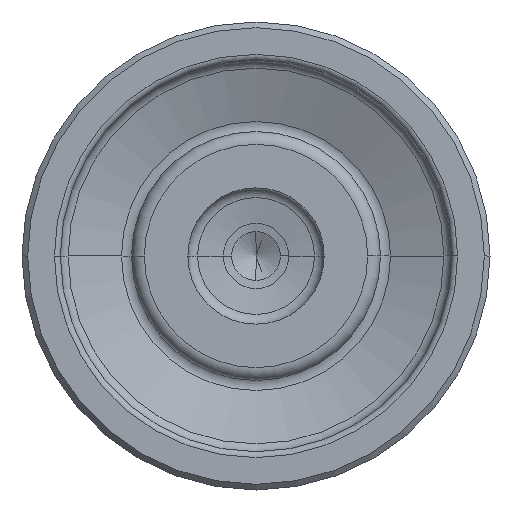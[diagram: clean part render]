
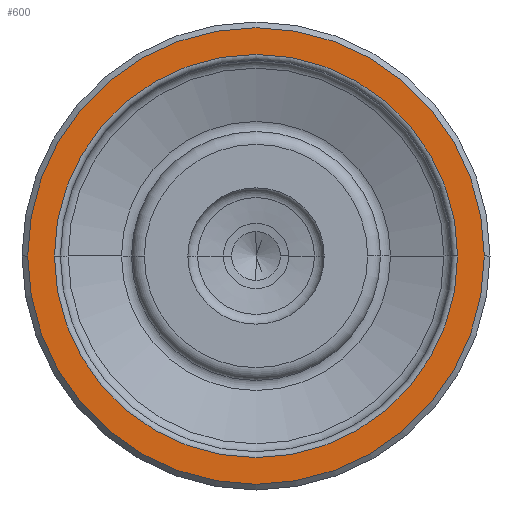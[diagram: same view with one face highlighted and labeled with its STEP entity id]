
A CAD part, front view. The second image highlights one B-rep face of the part: STEP entity #600.
In plain terms, the highlighted planar face has unit normal (0, -1, 0).
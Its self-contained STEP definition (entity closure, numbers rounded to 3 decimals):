
#61 = CARTESIAN_POINT ( 'NONE',  ( 0., -0.396, 0. ) ) ;
#144 = ORIENTED_EDGE ( 'NONE', *, *, #1979, .T. ) ;
#238 = DIRECTION ( 'NONE',  ( -1., 0., 0. ) ) ;
#271 = DIRECTION ( 'NONE',  ( 0., 1., 0. ) ) ;
#321 = DIRECTION ( 'NONE',  ( 0., 1., 0. ) ) ;
#323 = ORIENTED_EDGE ( 'NONE', *, *, #465, .T. ) ;
#344 = ORIENTED_EDGE ( 'NONE', *, *, #1356, .T. ) ;
#465 = EDGE_CURVE ( 'NONE', #1219, #998, #812, .T. ) ;
#487 = DIRECTION ( 'NONE',  ( 0., -1., 0. ) ) ;
#557 = AXIS2_PLACEMENT_3D ( 'NONE', #1480, #487, #1640 ) ;
#600 = ADVANCED_FACE ( 'NONE', ( #651, #1043 ), #1111, .F. ) ;
#651 = FACE_BOUND ( 'NONE', #977, .T. ) ;
#693 = DIRECTION ( 'NONE',  ( 0., -1., 0. ) ) ;
#698 = CARTESIAN_POINT ( 'NONE',  ( 0., -0.396, 0. ) ) ;
#748 = VERTEX_POINT ( 'NONE', #995 ) ;
#774 = EDGE_LOOP ( 'NONE', ( #344, #1006 ) ) ;
#812 = CIRCLE ( 'NONE', #1658, 17. ) ;
#856 = CIRCLE ( 'NONE', #557, 19.25 ) ;
#900 = DIRECTION ( 'NONE',  ( -1., 0., 0. ) ) ;
#910 = AXIS2_PLACEMENT_3D ( 'NONE', #1925, #271, #1287 ) ;
#977 = EDGE_LOOP ( 'NONE', ( #144, #323 ) ) ;
#995 = CARTESIAN_POINT ( 'NONE',  ( 19.25, -0.396, 0. ) ) ;
#998 = VERTEX_POINT ( 'NONE', #1555 ) ;
#1006 = ORIENTED_EDGE ( 'NONE', *, *, #1505, .T. ) ;
#1040 = CIRCLE ( 'NONE', #1879, 19.25 ) ;
#1043 = FACE_OUTER_BOUND ( 'NONE', #774, .T. ) ;
#1111 = PLANE ( 'NONE',  #910 ) ;
#1120 = CARTESIAN_POINT ( 'NONE',  ( 17., -0.396, 0. ) ) ;
#1219 = VERTEX_POINT ( 'NONE', #1120 ) ;
#1241 = DIRECTION ( 'NONE',  ( 0., 1., 0. ) ) ;
#1252 = CIRCLE ( 'NONE', #1474, 17. ) ;
#1287 = DIRECTION ( 'NONE',  ( -1., 0., 0. ) ) ;
#1356 = EDGE_CURVE ( 'NONE', #1670, #748, #856, .T. ) ;
#1474 = AXIS2_PLACEMENT_3D ( 'NONE', #698, #321, #900 ) ;
#1480 = CARTESIAN_POINT ( 'NONE',  ( 0., -0.396, 0. ) ) ;
#1505 = EDGE_CURVE ( 'NONE', #748, #1670, #1040, .T. ) ;
#1555 = CARTESIAN_POINT ( 'NONE',  ( -17., -0.396, 0. ) ) ;
#1640 = DIRECTION ( 'NONE',  ( -1., 0., 0. ) ) ;
#1658 = AXIS2_PLACEMENT_3D ( 'NONE', #61, #1241, #238 ) ;
#1670 = VERTEX_POINT ( 'NONE', #1898 ) ;
#1678 = CARTESIAN_POINT ( 'NONE',  ( 0., -0.396, 0. ) ) ;
#1838 = DIRECTION ( 'NONE',  ( -1., 0., 0. ) ) ;
#1879 = AXIS2_PLACEMENT_3D ( 'NONE', #1678, #693, #1838 ) ;
#1898 = CARTESIAN_POINT ( 'NONE',  ( -19.25, -0.396, 0. ) ) ;
#1925 = CARTESIAN_POINT ( 'NONE',  ( 16.5, -0.396, 0. ) ) ;
#1979 = EDGE_CURVE ( 'NONE', #998, #1219, #1252, .T. ) ;
